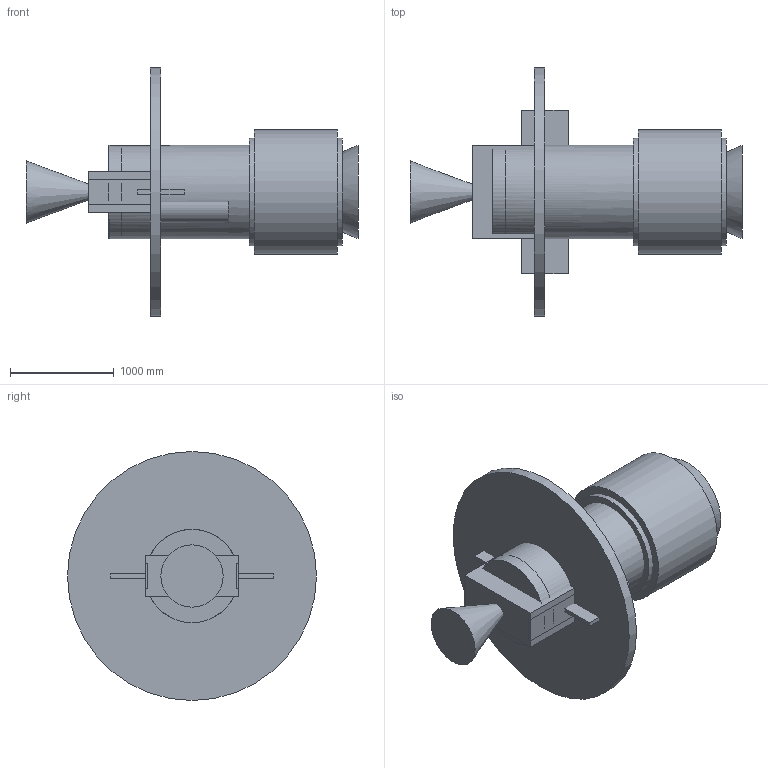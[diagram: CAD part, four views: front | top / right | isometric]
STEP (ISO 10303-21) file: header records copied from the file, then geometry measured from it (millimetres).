
FILE_DESCRIPTION(('FreeCAD Model'),'2;1');
FILE_NAME('Open CASCADE Shape Model','2025-11-11T01:19:56',('Author'),( ''),'Open CASCADE STEP processor 7.8','FreeCAD','Unknown');
FILE_SCHEMA(('AUTOMOTIVE_DESIGN { 1 0 10303 214 1 1 1 1 }'));
Length unit declared in the file: millimetre
Products named in the file (19): Rear; Cockpit; Nose; TPS_Disk; TPS_Asm; TPS_Sup; Reactor; WinL; Tank_R; Mid; Hull_Cut; Tank_L; Wing_R; Nozzle; WinR; Moderator; Wing_L; Fin; Hull
Bounding box: 3200 x 2400 x 2400 mm (x, y, z)
Volume: 8044186172.3 mm3; surface area: 73046228.6 mm2
Topology: 19 solids, 19 shells, 95 faces, 155 edges, 104 vertices
Faces by surface type: plane 76, cylinder 13, cone 6
Full cylindrical faces by diameter (mm): 300 x2, 800 x1, 840 x1, 900 x3, 1040 x1, 1200 x3, 2400 x2
Entity records: 4567 total; most frequent: CARTESIAN_POINT 685, DIRECTION 681, LINE 357, VECTOR 357, ORIENTED_EDGE 310, PCURVE 310, DEFINITIONAL_REPRESENTATION 310, EDGE_CURVE 155
